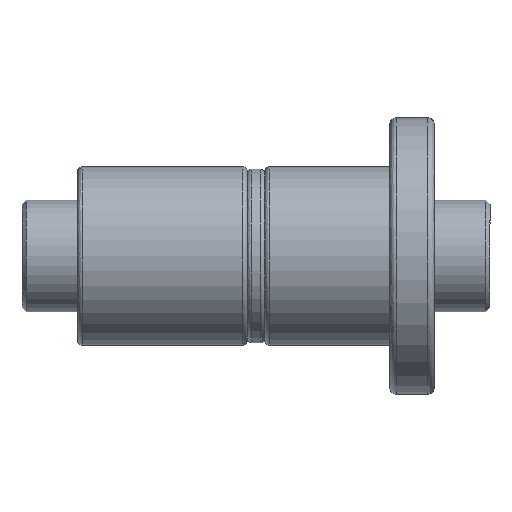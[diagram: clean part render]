
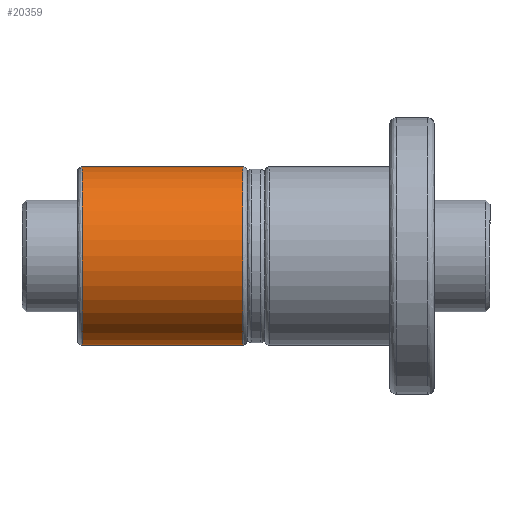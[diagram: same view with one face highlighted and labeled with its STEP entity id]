
A CAD part, top view. The second image highlights one B-rep face of the part: STEP entity #20359.
In plain terms, the highlighted cylindrical face has radius 20 mm (diameter 40 mm), a partial arc.
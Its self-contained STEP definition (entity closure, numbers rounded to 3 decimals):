
#241 = EDGE_CURVE ( 'NONE', #15286, #3453, #16254, .T. ) ;
#489 = DIRECTION ( 'NONE',  ( 1., 0., 0. ) ) ;
#1131 = ORIENTED_EDGE ( 'NONE', *, *, #1443, .T. ) ;
#1435 = CARTESIAN_POINT ( 'NONE',  ( -91.5, 0., 0. ) ) ;
#1443 = EDGE_CURVE ( 'NONE', #23550, #15286, #18018, .T. ) ;
#2779 = DIRECTION ( 'NONE',  ( 0., 1., 0. ) ) ;
#2957 = AXIS2_PLACEMENT_3D ( 'NONE', #4226, #20271, #2779 ) ;
#3453 = VERTEX_POINT ( 'NONE', #6681 ) ;
#3508 = ORIENTED_EDGE ( 'NONE', *, *, #14207, .F. ) ;
#3830 = ORIENTED_EDGE ( 'NONE', *, *, #10184, .T. ) ;
#4133 = CARTESIAN_POINT ( 'NONE',  ( -105., -20., 0. ) ) ;
#4226 = CARTESIAN_POINT ( 'NONE',  ( -55.5, 0., 0. ) ) ;
#4892 = VERTEX_POINT ( 'NONE', #20858 ) ;
#4966 = DIRECTION ( 'NONE',  ( 0., 1., 0. ) ) ;
#6215 = DIRECTION ( 'NONE',  ( 1., 0., 0. ) ) ;
#6681 = CARTESIAN_POINT ( 'NONE',  ( -55.5, 20., 0. ) ) ;
#7283 = VECTOR ( 'NONE', #6215, 1000. ) ;
#7483 = ORIENTED_EDGE ( 'NONE', *, *, #241, .T. ) ;
#8285 = CYLINDRICAL_SURFACE ( 'NONE', #23656, 20. ) ;
#10184 = EDGE_CURVE ( 'NONE', #4892, #23550, #20377, .T. ) ;
#10830 = DIRECTION ( 'NONE',  ( 1., 0., 0. ) ) ;
#11975 = CARTESIAN_POINT ( 'NONE',  ( -105., 20., 0. ) ) ;
#12781 = EDGE_LOOP ( 'NONE', ( #3830, #1131, #7483, #3508 ) ) ;
#12912 = DIRECTION ( 'NONE',  ( 1., 0., 0. ) ) ;
#14207 = EDGE_CURVE ( 'NONE', #4892, #3453, #18250, .T. ) ;
#15286 = VERTEX_POINT ( 'NONE', #18413 ) ;
#15901 = CARTESIAN_POINT ( 'NONE',  ( -91.5, -20., 0. ) ) ;
#16254 = CIRCLE ( 'NONE', #2957, 20. ) ;
#18018 = LINE ( 'NONE', #4133, #18345 ) ;
#18250 = LINE ( 'NONE', #11975, #7283 ) ;
#18345 = VECTOR ( 'NONE', #489, 1000. ) ;
#18413 = CARTESIAN_POINT ( 'NONE',  ( -55.5, -20., 0. ) ) ;
#19734 = AXIS2_PLACEMENT_3D ( 'NONE', #1435, #10830, #24683 ) ;
#20271 = DIRECTION ( 'NONE',  ( -1., 0., 0. ) ) ;
#20359 = ADVANCED_FACE ( 'NONE', ( #23210 ), #8285, .T. ) ;
#20377 = CIRCLE ( 'NONE', #19734, 20. ) ;
#20858 = CARTESIAN_POINT ( 'NONE',  ( -91.5, 20., 0. ) ) ;
#23210 = FACE_OUTER_BOUND ( 'NONE', #12781, .T. ) ;
#23550 = VERTEX_POINT ( 'NONE', #15901 ) ;
#23656 = AXIS2_PLACEMENT_3D ( 'NONE', #24650, #12912, #4966 ) ;
#24650 = CARTESIAN_POINT ( 'NONE',  ( -105., 0., 0. ) ) ;
#24683 = DIRECTION ( 'NONE',  ( 0., 1., 0. ) ) ;
